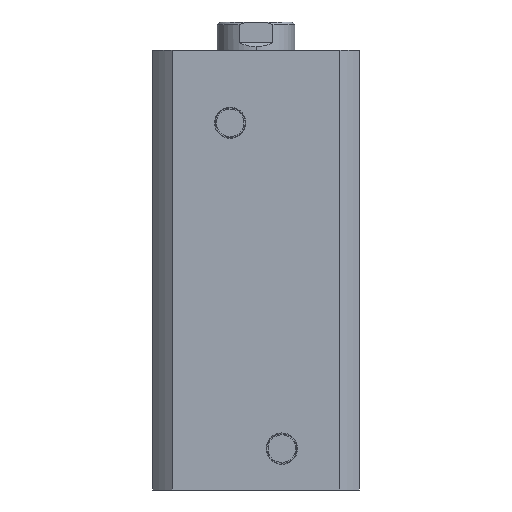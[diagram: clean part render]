
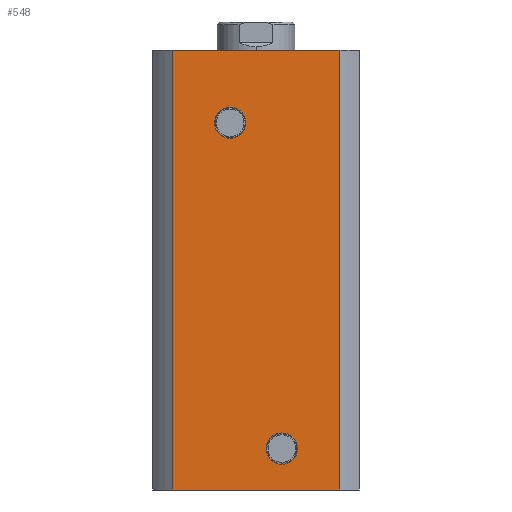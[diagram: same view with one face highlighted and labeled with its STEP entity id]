
A CAD part, left-side view. The second image highlights one B-rep face of the part: STEP entity #548.
In plain terms, the highlighted planar face has unit normal (-1, 0, 0).
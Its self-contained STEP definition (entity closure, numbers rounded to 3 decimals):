
#1 = AXIS2_PLACEMENT_3D ( 'NONE', #787, #785, #791 ) ;
#340 = VERTEX_POINT ( 'NONE', #3103 ) ;
#341 = VERTEX_POINT ( 'NONE', #3102 ) ;
#358 = VERTEX_POINT ( 'NONE', #3087 ) ;
#369 = VERTEX_POINT ( 'NONE', #3076 ) ;
#388 = VERTEX_POINT ( 'NONE', #2303 ) ;
#451 = VERTEX_POINT ( 'NONE', #704 ) ;
#466 = VERTEX_POINT ( 'NONE', #719 ) ;
#548 = ADVANCED_FACE ( 'NONE', ( #1840, #1832, #1836 ), #789, .F. ) ;
#704 = CARTESIAN_POINT ( 'NONE',  ( -40., -32.438, 0. ) ) ;
#719 = CARTESIAN_POINT ( 'NONE',  ( -40., -32.438, 170. ) ) ;
#785 = DIRECTION ( 'NONE',  ( 1., 0., 0. ) ) ;
#787 = CARTESIAN_POINT ( 'NONE',  ( -40., 0., 170. ) ) ;
#789 = PLANE ( 'NONE',  #1 ) ;
#791 = DIRECTION ( 'NONE',  ( 0., 1., 0. ) ) ;
#1265 = CIRCLE ( 'NONE', #3534, 6.06 ) ;
#1267 = CIRCLE ( 'NONE', #3533, 6.06 ) ;
#1444 = LINE ( 'NONE', #2940, #1446 ) ;
#1445 = LINE ( 'NONE', #2955, #1455 ) ;
#1446 = VECTOR ( 'NONE', #2934, 1000. ) ;
#1447 = CIRCLE ( 'NONE', #3565, 6.06 ) ;
#1448 = CIRCLE ( 'NONE', #3566, 6.06 ) ;
#1449 = LINE ( 'NONE', #2949, #1451 ) ;
#1450 = LINE ( 'NONE', #2959, #1453 ) ;
#1451 = VECTOR ( 'NONE', #2950, 1000. ) ;
#1453 = VECTOR ( 'NONE', #2961, 1000. ) ;
#1455 = VECTOR ( 'NONE', #2962, 1000. ) ;
#1832 = FACE_BOUND ( 'NONE', #3382, .T. ) ;
#1836 = FACE_OUTER_BOUND ( 'NONE', #2221, .T. ) ;
#1840 = FACE_BOUND ( 'NONE', #3383, .T. ) ;
#2221 = EDGE_LOOP ( 'NONE', ( #2444, #2443, #2442, #2441 ) ) ;
#2248 = VERTEX_POINT ( 'NONE', #2653 ) ;
#2289 = EDGE_CURVE ( 'NONE', #358, #341, #1267, .T. ) ;
#2291 = EDGE_CURVE ( 'NONE', #2248, #340, #1265, .T. ) ;
#2303 = CARTESIAN_POINT ( 'NONE',  ( -40., 32.438, 170. ) ) ;
#2441 = ORIENTED_EDGE ( 'NONE', *, *, #3207, .T. ) ;
#2442 = ORIENTED_EDGE ( 'NONE', *, *, #3213, .F. ) ;
#2443 = ORIENTED_EDGE ( 'NONE', *, *, #3212, .F. ) ;
#2444 = ORIENTED_EDGE ( 'NONE', *, *, #3211, .T. ) ;
#2445 = ORIENTED_EDGE ( 'NONE', *, *, #2289, .F. ) ;
#2446 = ORIENTED_EDGE ( 'NONE', *, *, #3210, .F. ) ;
#2447 = ORIENTED_EDGE ( 'NONE', *, *, #2291, .F. ) ;
#2448 = ORIENTED_EDGE ( 'NONE', *, *, #3209, .F. ) ;
#2653 = CARTESIAN_POINT ( 'NONE',  ( -40., -10., 9.94 ) ) ;
#2708 = CARTESIAN_POINT ( 'NONE',  ( -40., 10., 142. ) ) ;
#2709 = DIRECTION ( 'NONE',  ( -1., 0., 0. ) ) ;
#2710 = DIRECTION ( 'NONE',  ( 0., 0., 1. ) ) ;
#2712 = CARTESIAN_POINT ( 'NONE',  ( -40., -10., 16. ) ) ;
#2713 = DIRECTION ( 'NONE',  ( -1., 0., 0. ) ) ;
#2714 = DIRECTION ( 'NONE',  ( 0., 0., 1. ) ) ;
#2934 = DIRECTION ( 'NONE',  ( 0., 0., -1. ) ) ;
#2940 = CARTESIAN_POINT ( 'NONE',  ( -40., 32.438, 170. ) ) ;
#2949 = CARTESIAN_POINT ( 'NONE',  ( -40., 0., 0. ) ) ;
#2950 = DIRECTION ( 'NONE',  ( 0., -1., 0. ) ) ;
#2951 = CARTESIAN_POINT ( 'NONE',  ( -40., -10., 16. ) ) ;
#2952 = DIRECTION ( 'NONE',  ( -1., 0., 0. ) ) ;
#2953 = DIRECTION ( 'NONE',  ( 0., 0., 1. ) ) ;
#2955 = CARTESIAN_POINT ( 'NONE',  ( -40., 0., 170. ) ) ;
#2956 = CARTESIAN_POINT ( 'NONE',  ( -40., 10., 142. ) ) ;
#2957 = DIRECTION ( 'NONE',  ( -1., 0., 0. ) ) ;
#2958 = DIRECTION ( 'NONE',  ( 0., 0., 1. ) ) ;
#2959 = CARTESIAN_POINT ( 'NONE',  ( -40., -32.438, 170. ) ) ;
#2961 = DIRECTION ( 'NONE',  ( 0., 0., -1. ) ) ;
#2962 = DIRECTION ( 'NONE',  ( 0., -1., 0. ) ) ;
#3076 = CARTESIAN_POINT ( 'NONE',  ( -40., 32.438, 0. ) ) ;
#3087 = CARTESIAN_POINT ( 'NONE',  ( -40., 10., 135.94 ) ) ;
#3102 = CARTESIAN_POINT ( 'NONE',  ( -40., 10., 148.06 ) ) ;
#3103 = CARTESIAN_POINT ( 'NONE',  ( -40., -10., 22.06 ) ) ;
#3207 = EDGE_CURVE ( 'NONE', #388, #369, #1444, .T. ) ;
#3209 = EDGE_CURVE ( 'NONE', #340, #2248, #1447, .T. ) ;
#3210 = EDGE_CURVE ( 'NONE', #341, #358, #1448, .T. ) ;
#3211 = EDGE_CURVE ( 'NONE', #369, #451, #1449, .T. ) ;
#3212 = EDGE_CURVE ( 'NONE', #466, #451, #1450, .T. ) ;
#3213 = EDGE_CURVE ( 'NONE', #388, #466, #1445, .T. ) ;
#3382 = EDGE_LOOP ( 'NONE', ( #2446, #2445 ) ) ;
#3383 = EDGE_LOOP ( 'NONE', ( #2448, #2447 ) ) ;
#3533 = AXIS2_PLACEMENT_3D ( 'NONE', #2708, #2709, #2710 ) ;
#3534 = AXIS2_PLACEMENT_3D ( 'NONE', #2712, #2713, #2714 ) ;
#3565 = AXIS2_PLACEMENT_3D ( 'NONE', #2951, #2952, #2953 ) ;
#3566 = AXIS2_PLACEMENT_3D ( 'NONE', #2956, #2957, #2958 ) ;
